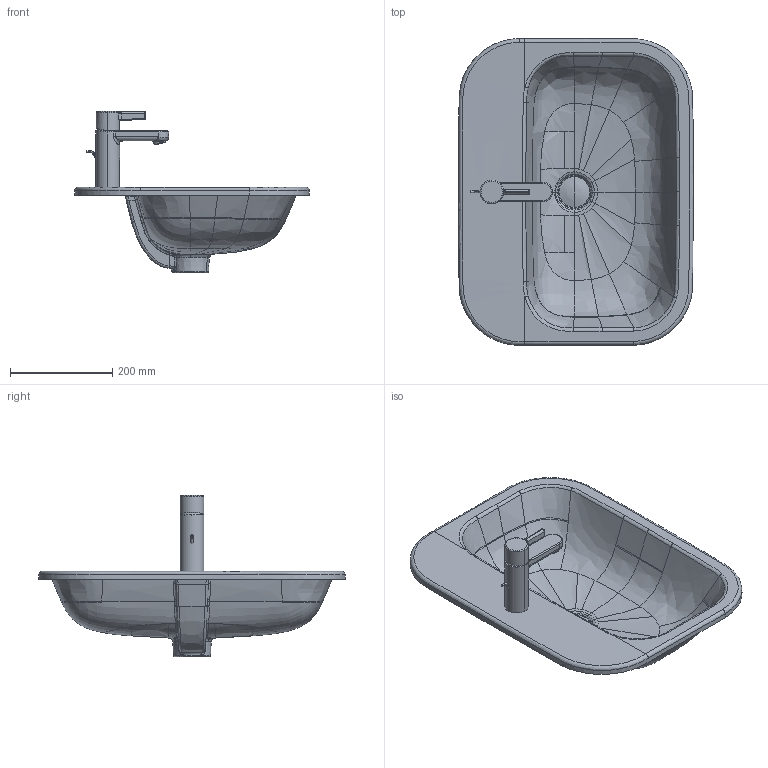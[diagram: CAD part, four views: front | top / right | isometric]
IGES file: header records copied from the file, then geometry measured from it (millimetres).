
Global section: file name: No Iges File Name specified; native system: Autodesk Inventor 2011; preprocessor: AutoDesk Inventor Iges Exporter R2011; author: Administrator; date: 20131121.120359; units: millimetre
Bounding box: 459.3 x 599.56 x 315.55 mm (x, y, z)
Volume: 4575304.5 mm3; surface area: 816251.3 mm2
Topology: 7 solids, 7 shells, 431 faces, 1094 edges, 679 vertices
Faces by surface type: bspline 248, plane 67, cylinder 49, revolution 42, torus 17, cone 6, sphere 2
